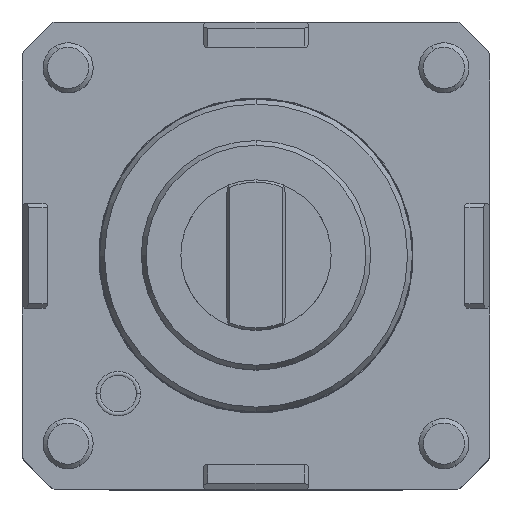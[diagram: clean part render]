
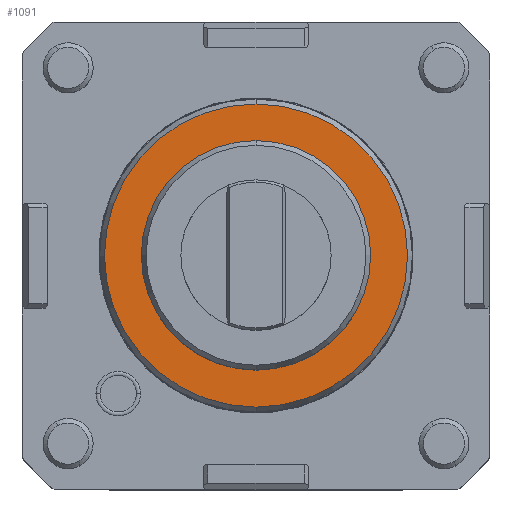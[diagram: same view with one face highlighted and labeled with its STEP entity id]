
A CAD part, top view. The second image highlights one B-rep face of the part: STEP entity #1091.
In plain terms, the highlighted planar face has unit normal (0, 0, 1).
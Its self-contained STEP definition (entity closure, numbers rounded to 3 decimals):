
#945=CARTESIAN_POINT('',(0.,27.475,43.));
#946=VERTEX_POINT('',#945);
#953=CARTESIAN_POINT('',(0.,-27.475,43.));
#954=VERTEX_POINT('',#953);
#955=CARTESIAN_POINT('',(0.,0.,43.));
#956=DIRECTION('',(0.,-0.,1.));
#957=DIRECTION('',(0.,1.,0.));
#958=AXIS2_PLACEMENT_3D('',#955,#956,#957);
#959=CIRCLE('',#958,27.475);
#960=EDGE_CURVE('',#946,#954,#959,.T.);
#1056=CARTESIAN_POINT('',(0.,32.463,43.));
#1057=DIRECTION('',(0.,0.,1.));
#1058=DIRECTION('',(1.,0.,-0.));
#1059=AXIS2_PLACEMENT_3D('',#1056,#1057,#1058);
#1060=PLANE('',#1059);
#1061=CARTESIAN_POINT('',(0.,-36.295,43.));
#1062=VERTEX_POINT('',#1061);
#1063=CARTESIAN_POINT('',(0.,36.295,43.));
#1064=VERTEX_POINT('',#1063);
#1065=CARTESIAN_POINT('',(0.,0.,43.));
#1066=DIRECTION('',(-0.,-0.,-1.));
#1067=DIRECTION('',(0.,-1.,0.));
#1068=AXIS2_PLACEMENT_3D('',#1065,#1066,#1067);
#1069=CIRCLE('',#1068,36.295);
#1070=EDGE_CURVE('',#1062,#1064,#1069,.T.);
#1071=ORIENTED_EDGE('',*,*,#1070,.F.);
#1072=CARTESIAN_POINT('',(0.,0.,43.));
#1073=DIRECTION('',(-0.,-0.,-1.));
#1074=DIRECTION('',(0.,-1.,0.));
#1075=AXIS2_PLACEMENT_3D('',#1072,#1073,#1074);
#1076=CIRCLE('',#1075,36.295);
#1077=EDGE_CURVE('',#1064,#1062,#1076,.T.);
#1078=ORIENTED_EDGE('',*,*,#1077,.F.);
#1079=EDGE_LOOP('',(#1071,#1078));
#1080=FACE_BOUND('',#1079,.T.);
#1081=ORIENTED_EDGE('',*,*,#960,.F.);
#1082=CARTESIAN_POINT('',(0.,0.,43.));
#1083=DIRECTION('',(0.,-0.,1.));
#1084=DIRECTION('',(0.,1.,0.));
#1085=AXIS2_PLACEMENT_3D('',#1082,#1083,#1084);
#1086=CIRCLE('',#1085,27.475);
#1087=EDGE_CURVE('',#954,#946,#1086,.T.);
#1088=ORIENTED_EDGE('',*,*,#1087,.F.);
#1089=EDGE_LOOP('',(#1081,#1088));
#1090=FACE_BOUND('',#1089,.T.);
#1091=ADVANCED_FACE('',(#1080,#1090),#1060,.T.);
